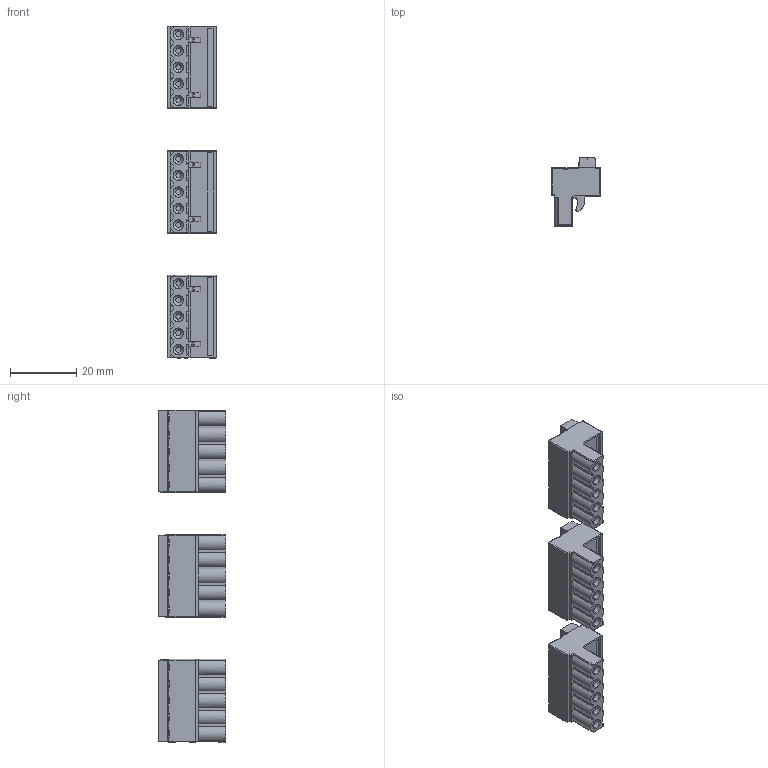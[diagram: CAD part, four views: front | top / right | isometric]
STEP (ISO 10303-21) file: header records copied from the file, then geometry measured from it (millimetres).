
FILE_DESCRIPTION (( 'STEP AP214' ), '1' );
FILE_NAME ('BX-RTB08-2.STEP', '2020-02-26T12:41:29', ( '' ), ( '' ), 'SwSTEP 2.0', 'SolidWorks 2017', '' );
FILE_SCHEMA (( 'AUTOMOTIVE_DESIGN' ));
Length unit declared in the file: inch
Products named in the file (1): BX-RTB08-2
Bounding box: 15 x 20.5 x 100.4 mm (x, y, z)
Volume: 12584.3 mm3; surface area: 9334.3 mm2
Topology: 3 solids, 3 shells, 1116 faces, 2838 edges, 1779 vertices
Faces by surface type: plane 621, cylinder 306, torus 87, sphere 42, cone 30, bspline 30
Entity records: 49173 total; most frequent: CARTESIAN_POINT 7882, ORIENTED_EDGE 5652, DIRECTION 5561, EDGE_CURVE 2826, AXIS2_PLACEMENT_3D 1978, VERTEX_POINT 1779, VECTOR 1605, LINE 1605
